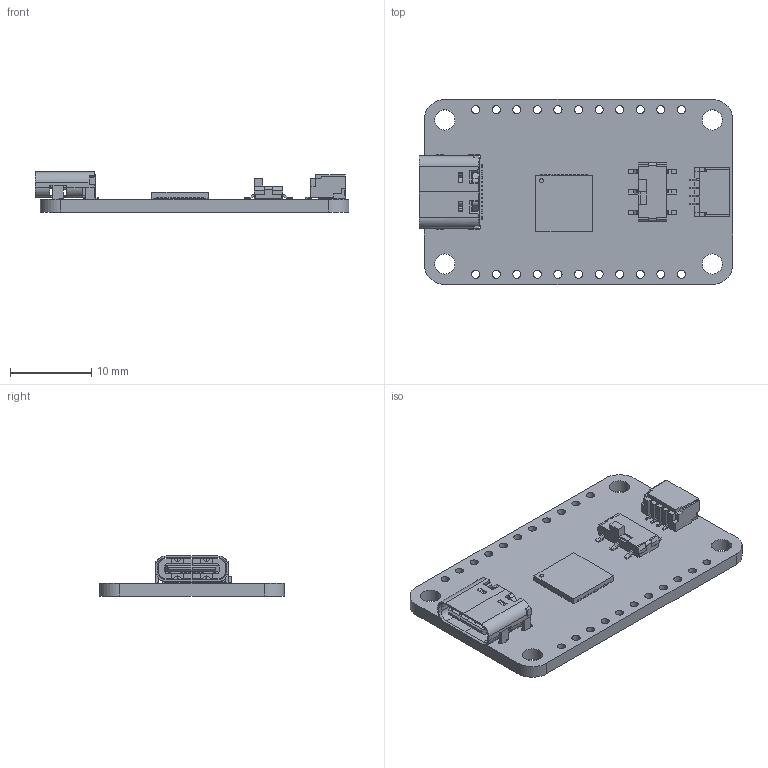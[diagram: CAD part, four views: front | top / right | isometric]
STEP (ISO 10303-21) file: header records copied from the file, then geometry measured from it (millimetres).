
FILE_DESCRIPTION(('KiCad electronic assembly'),'2;1');
FILE_NAME('Adafruit FT232H.step','2024-06-23T00:27:39',('Pcbnew'),( 'Kicad'),'Open CASCADE STEP processor 7.6','KiCad to STEP converter' ,'Unknown');
FILE_SCHEMA(('AUTOMOTIVE_DESIGN { 1 0 10303 214 1 1 1 1 }'));
Length unit declared in the file: millimetre
Products named in the file (10): Adafruit FT232H 1; USB_C_Receptacle_GCT_USB4105-xx-A_16P_TopMnt_Horizontal; USB_C_Receptacle_16P_TopMnt_Horizontal_GCT_USB4105-xx-A; SM04B-SRSS; SM04B-SRSS-TB(LF)(SN); QFN-48-1EP_7x7mm_P0.5mm_EP5.15x5.15mm; QFN-48-1EP_7x7mm_Pitch0.5mm; AYZ0202AGRLC; Adafruit FT232H_PCB
Assembly tree (9 placements, depth 3):
  Adafruit FT232H 1
    USB_C_Receptacle_GCT_USB4105-xx-A_16P_TopMnt_Horizontal
      USB_C_Receptacle_16P_TopMnt_Horizontal_GCT_USB4105-xx-A
    SM04B-SRSS
      SM04B-SRSS-TB(LF)(SN)
    QFN-48-1EP_7x7mm_P0.5mm_EP5.15x5.15mm
      QFN-48-1EP_7x7mm_Pitch0.5mm
    AYZ0202AGRLC
      AYZ0202AGRLC
    Adafruit FT232H_PCB
Bounding box: 38.73 x 22.86 x 4.96 mm (x, y, z)
Volume: 1554.2 mm3; surface area: 3039.2 mm2
Topology: 53 solids, 53 shells, 1422 faces, 3793 edges, 2468 vertices
Faces by surface type: plane 1099, cylinder 311, cone 12
Full cylindrical faces by diameter (mm): 0.5 x3, 0.65 x2, 1 x24, 2.5 x4
Entity records: 51049 total; most frequent: CARTESIAN_POINT 7797, ORIENTED_EDGE 7586, DIRECTION 7277, EDGE_CURVE 3793, LINE 3149, VECTOR 3149, VERTEX_POINT 2468, AXIS2_PLACEMENT_3D 2064
